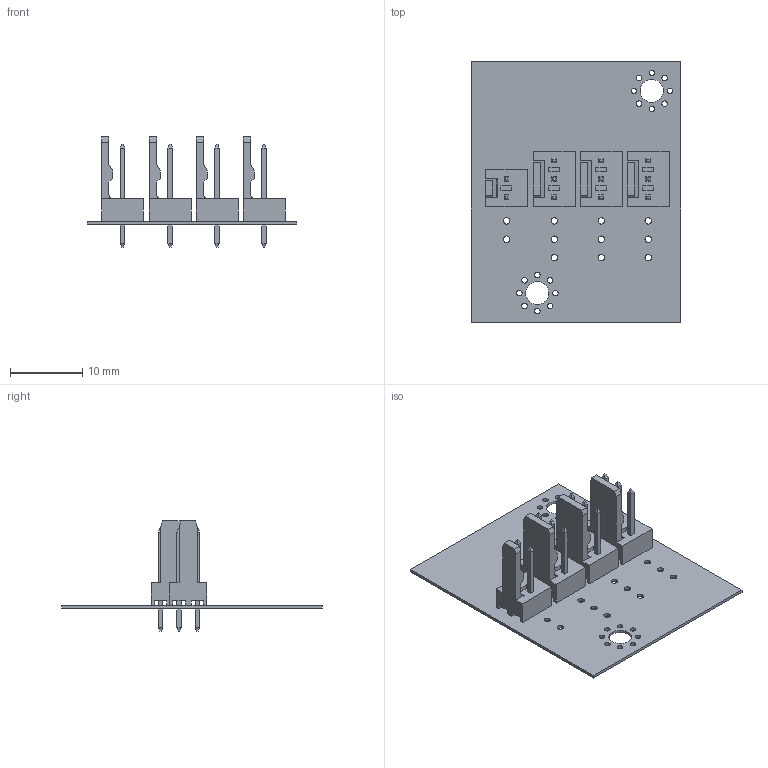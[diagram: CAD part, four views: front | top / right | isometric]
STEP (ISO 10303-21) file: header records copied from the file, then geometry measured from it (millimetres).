
FILE_DESCRIPTION(('Open CASCADE Model'),'2;1');
FILE_NAME('Open CASCADE Shape Model','2025-02-25T17:59:39',('Author'),( 'Open CASCADE'),'Open CASCADE STEP processor 7.5','Open CASCADE 7.5' ,'Unknown');
FILE_SCHEMA(('AUTOMOTIVE_DESIGN { 1 0 10303 214 1 1 1 1 }'));
Length unit declared in the file: millimetre
Products named in the file (5): Open CASCADE STEP translator 7.5 26; Open CASCADE STEP translator 7.5 27; Open CASCADE STEP translator 7.5 28; Open CASCADE STEP translator 7.5 29; Open CASCADE STEP translator 7.5 30
Bounding box: 29 x 36 x 15.26 mm (x, y, z)
Volume: 1054.3 mm3; surface area: 3588.4 mm2
Topology: 5 solids, 5 shells, 384 faces, 968 edges, 616 vertices
Faces by surface type: plane 340, cylinder 44
Full cylindrical faces by diameter (mm): 0.762 x16, 0.9 x11, 1.2 x11, 3.2 x2
Entity records: 12895 total; most frequent: CARTESIAN_POINT 1969, ORIENTED_EDGE 1936, DIRECTION 1826, EDGE_CURVE 968, LINE 880, VECTOR 880, VERTEX_POINT 616, FACE_BOUND 500
